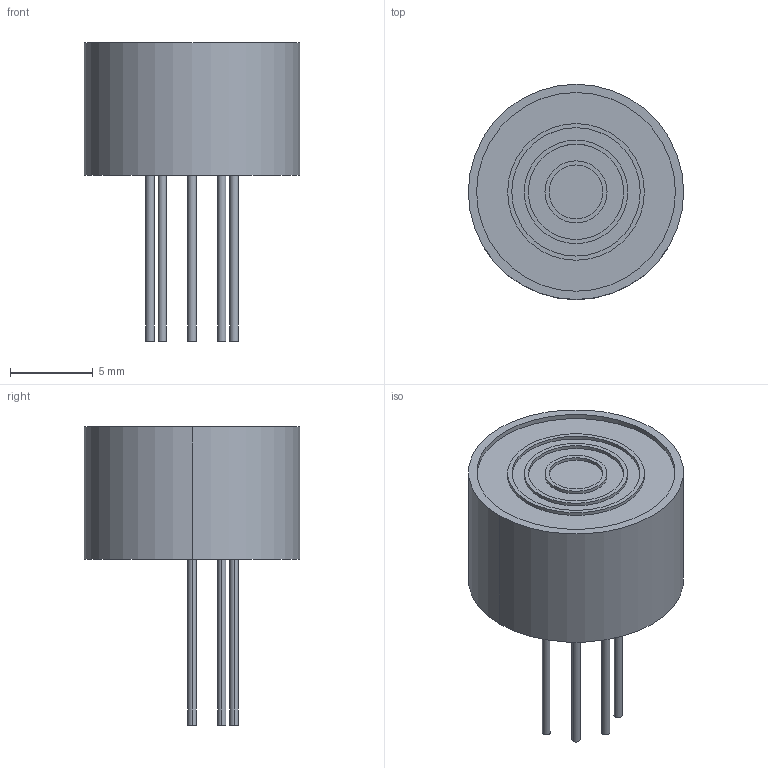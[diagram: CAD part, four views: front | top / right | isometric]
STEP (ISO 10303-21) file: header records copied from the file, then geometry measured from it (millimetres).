
FILE_DESCRIPTION(('FreeCAD Model'),'2;1');
FILE_NAME('Open CASCADE Shape Model','2025-09-02T22:46:39',( 'kicad StepUp'),('ksu MCAD'),'Open CASCADE STEP processor 7.8', 'FreeCAD','Unknown');
FILE_SCHEMA(('AUTOMOTIVE_DESIGN { 1 0 10303 214 1 1 1 1 }'));
Length unit declared in the file: millimetre
Products named in the file (1): keller_6LD
Bounding box: 13 x 13 x 18 mm (x, y, z)
Volume: 1040.5 mm3; surface area: 704 mm2
Topology: 1 solids, 1 shells, 40 faces, 78 edges, 52 vertices
Faces by surface type: cylinder 26, plane 14
Entity records: 1076 total; most frequent: DIRECTION 212, CARTESIAN_POINT 171, ORIENTED_EDGE 156, AXIS2_PLACEMENT_3D 93, EDGE_CURVE 78, FACE_BOUND 52, EDGE_LOOP 52, VERTEX_POINT 52
